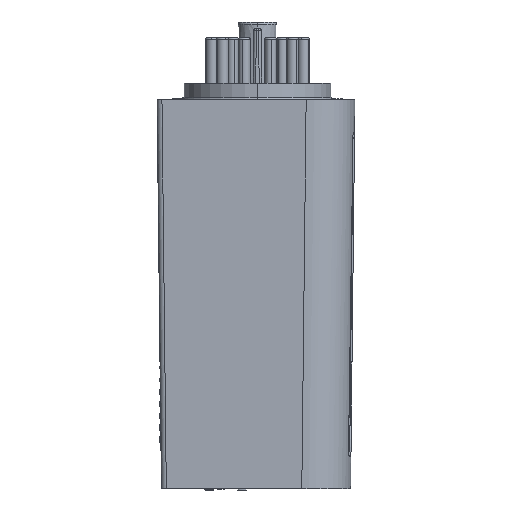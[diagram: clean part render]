
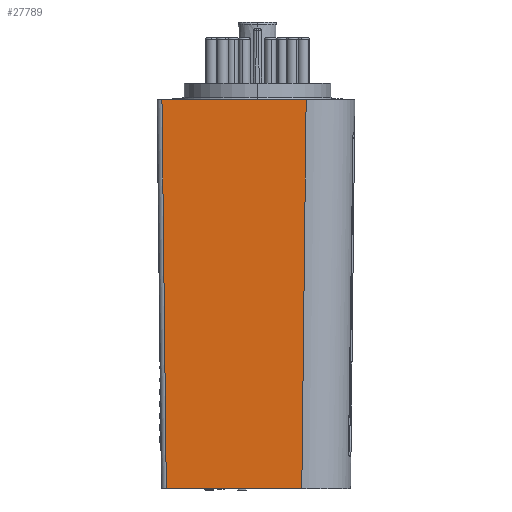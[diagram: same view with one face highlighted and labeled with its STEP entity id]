
A CAD part, front view. The second image highlights one B-rep face of the part: STEP entity #27789.
In plain terms, the highlighted planar face has unit normal (0, -1, -0.011).
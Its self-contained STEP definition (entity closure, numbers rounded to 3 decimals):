
#1944=CARTESIAN_POINT('',(-177.892,56.177,0.));
#1954=DIRECTION('',(-1.,0.,0.));
#1955=VECTOR('',#1954,27.77);
#1956=CARTESIAN_POINT('',(-150.122,56.177,
0.));
#1957=LINE('',#1956,#1955);
#2879=CARTESIAN_POINT('',(-178.782,55.287,79.7));
#3044=DIRECTION('',(0.011,0.011,-1.));
#3045=VECTOR('',#3044,79.71);
#3046=CARTESIAN_POINT('',(-178.782,55.287,79.7));
#3047=LINE('',#3046,#3045);
#3048=DIRECTION('',(-1.,0.,0.));
#3049=VECTOR('',#3048,29.55);
#3050=CARTESIAN_POINT('',(-149.232,55.287,79.7));
#3051=LINE('',#3050,#3049);
#3052=DIRECTION('',(0.011,-0.011,1.));
#3053=VECTOR('',#3052,79.71);
#3054=CARTESIAN_POINT('',(-150.122,56.177,
0.));
#3055=LINE('',#3054,#3053);
#23816=VERTEX_POINT('',#2879);
#23817=CARTESIAN_POINT('',(-149.232,55.287,
79.7));
#23818=VERTEX_POINT('',#23817);
#24029=CARTESIAN_POINT('',(-150.122,56.177,
0.));
#24030=VERTEX_POINT('',#24029);
#24150=VERTEX_POINT('',#1944);
#27778=CARTESIAN_POINT('',(-159.507,55.287,79.7));
#27779=DIRECTION('',(0.,1.,0.011));
#27780=DIRECTION('',(0.,-0.011,1.));
#27781=AXIS2_PLACEMENT_3D('',#27778,#27779,#27780);
#27782=PLANE('',#27781);
#27783=ORIENTED_EDGE('',*,*,#26971,.F.);
#27784=ORIENTED_EDGE('',*,*,#27640,.F.);
#27785=ORIENTED_EDGE('',*,*,#26558,.F.);
#27786=ORIENTED_EDGE('',*,*,#26916,.T.);
#27787=EDGE_LOOP('',(#27783,#27784,#27785,#27786));
#27788=FACE_OUTER_BOUND('',#27787,.F.);
#27789=ADVANCED_FACE('',(#27788),#27782,.F.);
#26558=EDGE_CURVE('',#24030,#23818,#3055,.T.);
#26916=EDGE_CURVE('',#24030,#24150,#1957,.T.);
#26971=EDGE_CURVE('',#23816,#24150,#3047,.T.);
#27640=EDGE_CURVE('',#23818,#23816,#3051,.T.);
